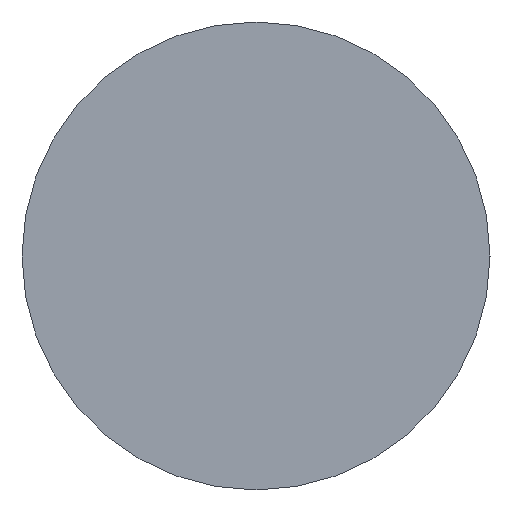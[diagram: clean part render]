
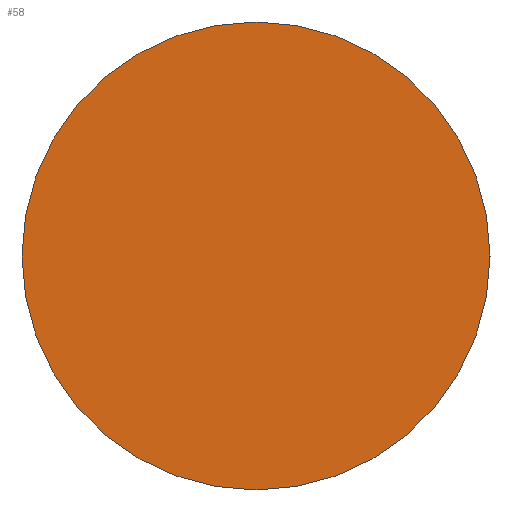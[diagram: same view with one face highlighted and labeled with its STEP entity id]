
A CAD part, left-side view. The second image highlights one B-rep face of the part: STEP entity #58.
In plain terms, the highlighted planar face has unit normal (-1, 0, 0).
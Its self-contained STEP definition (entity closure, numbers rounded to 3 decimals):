
#3 = DIRECTION ( 'NONE',  ( 0., 0., -1. ) ) ;
#5 = FACE_OUTER_BOUND ( 'NONE', #73, .T. ) ;
#17 = DIRECTION ( 'NONE',  ( 1., 0., 0. ) ) ;
#45 = PLANE ( 'NONE',  #122 ) ;
#53 = VERTEX_POINT ( 'NONE', #66 ) ;
#58 = ADVANCED_FACE ( 'NONE', ( #5 ), #45, .F. ) ;
#61 = DIRECTION ( 'NONE',  ( -1., 0., 0. ) ) ;
#66 = CARTESIAN_POINT ( 'NONE',  ( 463.366, 129.064, -5. ) ) ;
#69 = CARTESIAN_POINT ( 'NONE',  ( 463.366, 129.064, 5. ) ) ;
#73 = EDGE_LOOP ( 'NONE', ( #174, #82 ) ) ;
#82 = ORIENTED_EDGE ( 'NONE', *, *, #159, .T. ) ;
#102 = DIRECTION ( 'NONE',  ( 0., 0., 1. ) ) ;
#103 = CARTESIAN_POINT ( 'NONE',  ( 463.366, 129.064, 0. ) ) ;
#106 = VERTEX_POINT ( 'NONE', #69 ) ;
#111 = DIRECTION ( 'NONE',  ( 0., 0., 1. ) ) ;
#113 = EDGE_CURVE ( 'NONE', #106, #53, #115, .T. ) ;
#115 = CIRCLE ( 'NONE', #163, 5. ) ;
#120 = CARTESIAN_POINT ( 'NONE',  ( 463.366, 129.064, 0. ) ) ;
#122 = AXIS2_PLACEMENT_3D ( 'NONE', #124, #17, #3 ) ;
#124 = CARTESIAN_POINT ( 'NONE',  ( 463.366, 129.064, 0. ) ) ;
#135 = AXIS2_PLACEMENT_3D ( 'NONE', #103, #61, #102 ) ;
#147 = CIRCLE ( 'NONE', #135, 5. ) ;
#159 = EDGE_CURVE ( 'NONE', #53, #106, #147, .T. ) ;
#163 = AXIS2_PLACEMENT_3D ( 'NONE', #120, #169, #111 ) ;
#169 = DIRECTION ( 'NONE',  ( -1., 0., 0. ) ) ;
#174 = ORIENTED_EDGE ( 'NONE', *, *, #113, .T. ) ;
